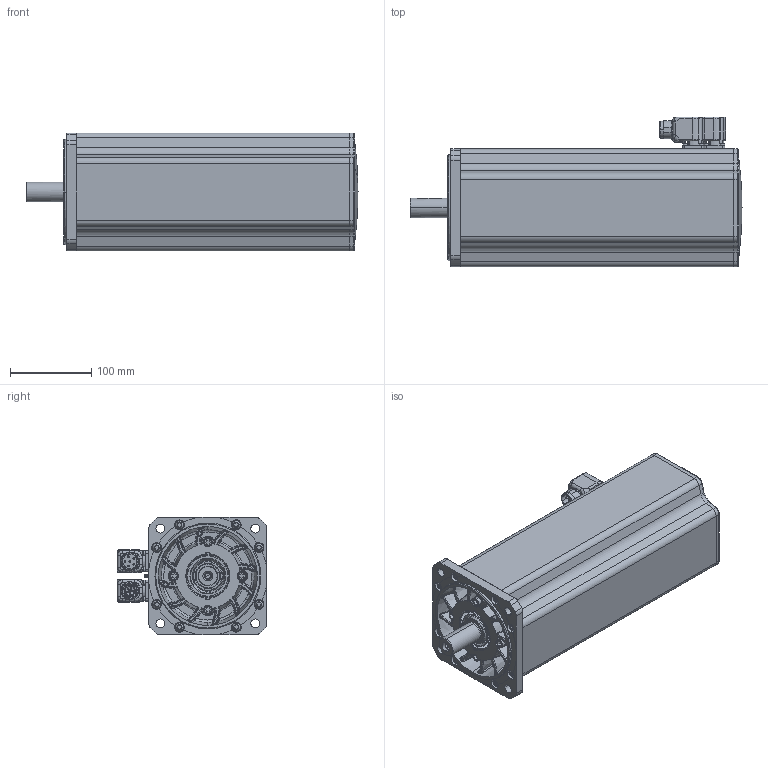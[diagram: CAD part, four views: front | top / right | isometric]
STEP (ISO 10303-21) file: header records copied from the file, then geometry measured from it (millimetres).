
FILE_DESCRIPTION((''),'2;1');
FILE_NAME('U30740A153_51149N-0','2016-06-04T',('zhangyanli'),(''),'PRO/ENGINEER BY PARAMETRIC TECHNOLOGY CORPORATION, 2010430','PRO/ENGINEER BY PARAMETRIC TECHNOLOGY CORPORATION, 2010430','');
FILE_SCHEMA(('CONFIG_CONTROL_DESIGN'));
Length unit declared in the file: millimetre
Products named in the file (1): U30740A153_51149N-0
Bounding box: 408.2 x 184 x 145 mm (x, y, z)
Surface area: 270369.7 mm2 (no closed solid volume)
Topology: 0 solids, 82 shells, 742 faces, 2702 edges, 1939 vertices
Faces by surface type: cylinder 214, plane 170, torus 114, bspline 110, cone 84, sphere 50
Entity records: 35963 total; most frequent: CARTESIAN_POINT 14096, DIRECTION 4663, ORIENTED_EDGE 4005, EDGE_CURVE 2700, VERTEX_POINT 1939, AXIS2_PLACEMENT_3D 1933, CIRCLE 1301, EDGE_LOOP 834
